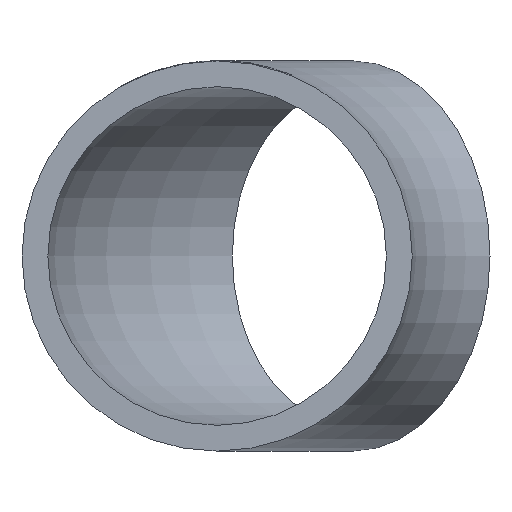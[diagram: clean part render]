
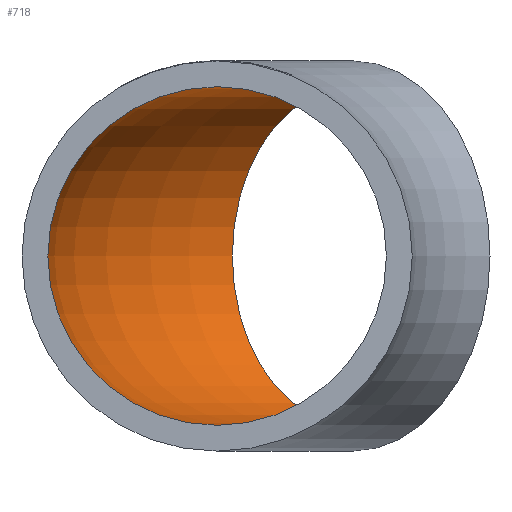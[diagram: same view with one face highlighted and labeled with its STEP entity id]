
A CAD part, front view. The second image highlights one B-rep face of the part: STEP entity #718.
In plain terms, the highlighted toroidal (fillet/blend) face has major radius 57 mm and minor radius 20.95 mm.
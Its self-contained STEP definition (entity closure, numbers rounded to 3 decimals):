
#685 = CARTESIAN_POINT ( 'NONE',  ( -57., 0., 0. ) ) ;
#718 = ADVANCED_FACE ( 'NONE', ( #6576, #2422 ), #8083, .F. ) ;
#940 = DIRECTION ( 'NONE',  ( 0., 0., -1. ) ) ;
#2235 = AXIS2_PLACEMENT_3D ( 'NONE', #685, #5991, #11227 ) ;
#2422 = FACE_OUTER_BOUND ( 'NONE', #8549, .T. ) ;
#2903 = AXIS2_PLACEMENT_3D ( 'NONE', #7261, #14904, #12483 ) ;
#3980 = VERTEX_POINT ( 'NONE', #15877 ) ;
#4555 = CIRCLE ( 'NONE', #2903, 20.95 ) ;
#5991 = DIRECTION ( 'NONE',  ( 0., 1., 0. ) ) ;
#6118 = CIRCLE ( 'NONE', #2235, 20.95 ) ;
#6576 = FACE_OUTER_BOUND ( 'NONE', #13300, .T. ) ;
#6659 = CARTESIAN_POINT ( 'NONE',  ( -57., 0., 20.95 ) ) ;
#6986 = AXIS2_PLACEMENT_3D ( 'NONE', #11630, #940, #8801 ) ;
#7261 = CARTESIAN_POINT ( 'NONE',  ( -40.305, 40.305, 0. ) ) ;
#8083 = TOROIDAL_SURFACE ( 'NONE', #6986, 57., 20.95 ) ;
#8549 = EDGE_LOOP ( 'NONE', ( #13238 ) ) ;
#8801 = DIRECTION ( 'NONE',  ( -1., 0., 0. ) ) ;
#9248 = EDGE_CURVE ( 'NONE', #10173, #10173, #6118, .T. ) ;
#10173 = VERTEX_POINT ( 'NONE', #6659 ) ;
#11227 = DIRECTION ( 'NONE',  ( 0., 0., 1. ) ) ;
#11630 = CARTESIAN_POINT ( 'NONE',  ( 0., 0., 0. ) ) ;
#12483 = DIRECTION ( 'NONE',  ( -0.707, 0.707, 0. ) ) ;
#13238 = ORIENTED_EDGE ( 'NONE', *, *, #9248, .F. ) ;
#13300 = EDGE_LOOP ( 'NONE', ( #15513 ) ) ;
#14338 = EDGE_CURVE ( 'NONE', #3980, #3980, #4555, .T. ) ;
#14904 = DIRECTION ( 'NONE',  ( 0.707, 0.707, 0. ) ) ;
#15513 = ORIENTED_EDGE ( 'NONE', *, *, #14338, .T. ) ;
#15877 = CARTESIAN_POINT ( 'NONE',  ( -55.119, 55.119, 0. ) ) ;
